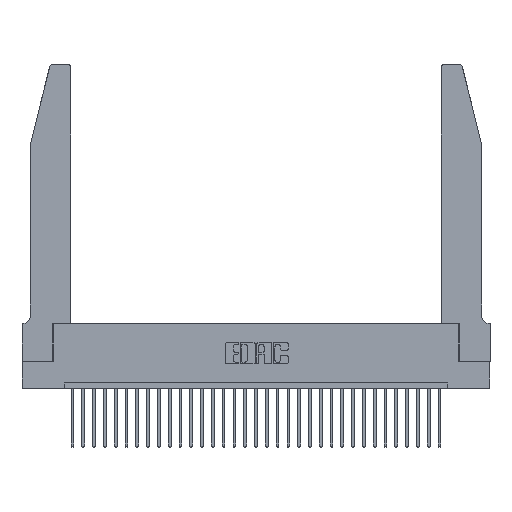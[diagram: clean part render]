
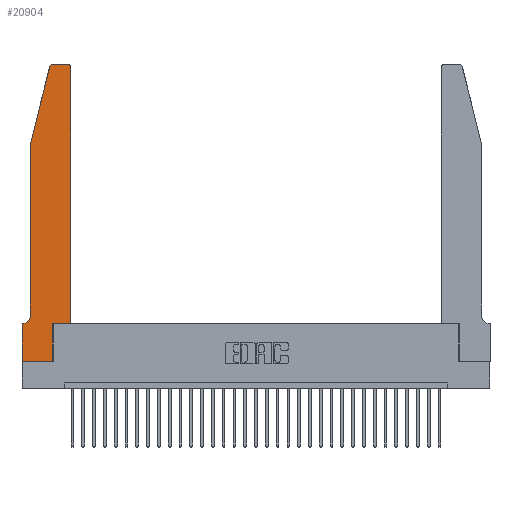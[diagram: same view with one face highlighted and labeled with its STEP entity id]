
A CAD part, top view. The second image highlights one B-rep face of the part: STEP entity #20904.
In plain terms, the highlighted planar face has unit normal (0, 0, 1).
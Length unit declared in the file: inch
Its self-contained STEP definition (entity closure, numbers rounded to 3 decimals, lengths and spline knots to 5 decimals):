
#102 = VERTEX_POINT ( 'NONE', #16530 ) ;
#2416 = LINE ( 'NONE', #4933, #17884 ) ;
#2671 = DIRECTION ( 'NONE',  ( 1., 0., 0. ) ) ;
#2750 = CARTESIAN_POINT ( 'NONE',  ( 0.0055, 0.42, 0.37 ) ) ;
#2876 = EDGE_CURVE ( 'NONE', #30173, #18322, #6858, .T. ) ;
#2936 = VERTEX_POINT ( 'NONE', #6112 ) ;
#2942 = PLANE ( 'NONE',  #8066 ) ;
#3065 = ORIENTED_EDGE ( 'NONE', *, *, #12842, .T. ) ;
#3178 = ORIENTED_EDGE ( 'NONE', *, *, #18469, .T. ) ;
#3251 = VERTEX_POINT ( 'NONE', #9578 ) ;
#3520 = CARTESIAN_POINT ( 'NONE',  ( 0.2865, 0., 0.37 ) ) ;
#4033 = CARTESIAN_POINT ( 'NONE',  ( 0.4205, 2.75, 0.37 ) ) ;
#4184 = CARTESIAN_POINT ( 'NONE',  ( 0.4505, 2.72, 0.37 ) ) ;
#4314 = LINE ( 'NONE', #30354, #5528 ) ;
#4369 = CARTESIAN_POINT ( 'NONE',  ( 0.0755, 0.35, 0.37 ) ) ;
#4933 = CARTESIAN_POINT ( 'NONE',  ( 0.4505, 0.35, 0.37 ) ) ;
#5279 = DIRECTION ( 'NONE',  ( 0., -1., 0. ) ) ;
#5385 = ORIENTED_EDGE ( 'NONE', *, *, #19906, .T. ) ;
#5463 = DIRECTION ( 'NONE',  ( -1., 0., 0. ) ) ;
#5528 = VECTOR ( 'NONE', #5279, 39.37008 ) ;
#5580 = VECTOR ( 'NONE', #7017, 39.37008 ) ;
#5760 = LINE ( 'NONE', #15910, #16159 ) ;
#5773 = AXIS2_PLACEMENT_3D ( 'NONE', #2750, #20036, #5463 ) ;
#5842 = FACE_OUTER_BOUND ( 'NONE', #15228, .T. ) ;
#6019 = LINE ( 'NONE', #24855, #29991 ) ;
#6112 = CARTESIAN_POINT ( 'NONE',  ( 0.25487, 2.72718, 0.37 ) ) ;
#6149 = ORIENTED_EDGE ( 'NONE', *, *, #10366, .T. ) ;
#6858 = LINE ( 'NONE', #11088, #28881 ) ;
#6863 = CARTESIAN_POINT ( 'NONE',  ( 0.284, 2.72, 0.37 ) ) ;
#7017 = DIRECTION ( 'NONE',  ( 0., -1., 0. ) ) ;
#7933 = ORIENTED_EDGE ( 'NONE', *, *, #9987, .T. ) ;
#8066 = AXIS2_PLACEMENT_3D ( 'NONE', #22576, #20115, #25182 ) ;
#8102 = CIRCLE ( 'NONE', #5773, 0.07 ) ;
#8289 = DIRECTION ( 'NONE',  ( -1., 0., 0. ) ) ;
#8854 = EDGE_CURVE ( 'NONE', #9596, #30173, #6019, .T. ) ;
#8998 = VERTEX_POINT ( 'NONE', #13368 ) ;
#9578 = CARTESIAN_POINT ( 'NONE',  ( 0.0055, 0.35, 0.37 ) ) ;
#9596 = VERTEX_POINT ( 'NONE', #14934 ) ;
#9910 = LINE ( 'NONE', #4369, #19546 ) ;
#9950 = CARTESIAN_POINT ( 'NONE',  ( 0., 0., 0.37 ) ) ;
#9987 = EDGE_CURVE ( 'NONE', #21829, #21889, #27536, .T. ) ;
#10102 = DIRECTION ( 'NONE',  ( 1., 0., 0. ) ) ;
#10366 = EDGE_CURVE ( 'NONE', #102, #26803, #4314, .T. ) ;
#11088 = CARTESIAN_POINT ( 'NONE',  ( 0.2865, 0.35, 0.37 ) ) ;
#11268 = EDGE_CURVE ( 'NONE', #2936, #102, #18170, .T. ) ;
#11562 = CARTESIAN_POINT ( 'NONE',  ( 0.4505, 0.35, 0.37 ) ) ;
#11713 = ORIENTED_EDGE ( 'NONE', *, *, #8854, .T. ) ;
#12012 = ORIENTED_EDGE ( 'NONE', *, *, #23010, .T. ) ;
#12241 = CARTESIAN_POINT ( 'NONE',  ( 0.0755, 2., 0.37 ) ) ;
#12369 = EDGE_CURVE ( 'NONE', #21889, #18397, #28875, .T. ) ;
#12549 = DIRECTION ( 'NONE',  ( 1., 0., 0. ) ) ;
#12842 = EDGE_CURVE ( 'NONE', #8998, #9596, #21784, .T. ) ;
#13110 = AXIS2_PLACEMENT_3D ( 'NONE', #6863, #19482, #21939 ) ;
#13272 = CIRCLE ( 'NONE', #13110, 0.03 ) ;
#13368 = CARTESIAN_POINT ( 'NONE',  ( 0., 0.35, 0.37 ) ) ;
#13442 = DIRECTION ( 'NONE',  ( 0., 1., 0. ) ) ;
#14177 = ORIENTED_EDGE ( 'NONE', *, *, #11268, .T. ) ;
#14788 = ORIENTED_EDGE ( 'NONE', *, *, #2876, .T. ) ;
#14934 = CARTESIAN_POINT ( 'NONE',  ( 0., 0., 0.37 ) ) ;
#14941 = DIRECTION ( 'NONE',  ( -0.239, -0.971, 0. ) ) ;
#15228 = EDGE_LOOP ( 'NONE', ( #12012, #19091, #14177, #6149, #26049, #3178, #3065, #11713, #14788, #5385, #7933, #24728 ) ) ;
#15910 = CARTESIAN_POINT ( 'NONE',  ( 0.2605, 2.75, 0.37 ) ) ;
#16074 = CARTESIAN_POINT ( 'NONE',  ( 0.4505, 0.35, 0.37 ) ) ;
#16159 = VECTOR ( 'NONE', #8289, 39.37008 ) ;
#16530 = CARTESIAN_POINT ( 'NONE',  ( 0.0755, 2., 0.37 ) ) ;
#17718 = CARTESIAN_POINT ( 'NONE',  ( 0.4205, 2.72, 0.37 ) ) ;
#17884 = VECTOR ( 'NONE', #2671, 39.37008 ) ;
#18170 = LINE ( 'NONE', #12241, #20112 ) ;
#18322 = VERTEX_POINT ( 'NONE', #29013 ) ;
#18397 = VERTEX_POINT ( 'NONE', #4033 ) ;
#18469 = EDGE_CURVE ( 'NONE', #3251, #8998, #9910, .T. ) ;
#19091 = ORIENTED_EDGE ( 'NONE', *, *, #26190, .T. ) ;
#19265 = DIRECTION ( 'NONE',  ( -1., 0., 0. ) ) ;
#19482 = DIRECTION ( 'NONE',  ( 0., 0., 1. ) ) ;
#19546 = VECTOR ( 'NONE', #19265, 39.37008 ) ;
#19906 = EDGE_CURVE ( 'NONE', #18322, #21829, #2416, .T. ) ;
#20036 = DIRECTION ( 'NONE',  ( 0., 0., -1. ) ) ;
#20112 = VECTOR ( 'NONE', #14941, 39.37008 ) ;
#20115 = DIRECTION ( 'NONE',  ( 0., 0., 1. ) ) ;
#20904 = ADVANCED_FACE ( 'NONE', ( #5842 ), #2942, .T. ) ;
#21784 = LINE ( 'NONE', #9950, #5580 ) ;
#21829 = VERTEX_POINT ( 'NONE', #16074 ) ;
#21889 = VERTEX_POINT ( 'NONE', #4184 ) ;
#21939 = DIRECTION ( 'NONE',  ( 1., 0., 0. ) ) ;
#22576 = CARTESIAN_POINT ( 'NONE',  ( 0., 0.35, 0.37 ) ) ;
#22878 = EDGE_CURVE ( 'NONE', #26803, #3251, #8102, .T. ) ;
#23010 = EDGE_CURVE ( 'NONE', #18397, #26532, #5760, .T. ) ;
#24396 = CARTESIAN_POINT ( 'NONE',  ( 0.0755, 0.42, 0.37 ) ) ;
#24628 = DIRECTION ( 'NONE',  ( 0., 0., 1. ) ) ;
#24728 = ORIENTED_EDGE ( 'NONE', *, *, #12369, .T. ) ;
#24855 = CARTESIAN_POINT ( 'NONE',  ( 0., 0., 0.37 ) ) ;
#25179 = CARTESIAN_POINT ( 'NONE',  ( 0.284, 2.75, 0.37 ) ) ;
#25182 = DIRECTION ( 'NONE',  ( 1., 0., 0. ) ) ;
#26049 = ORIENTED_EDGE ( 'NONE', *, *, #22878, .T. ) ;
#26190 = EDGE_CURVE ( 'NONE', #26532, #2936, #13272, .T. ) ;
#26532 = VERTEX_POINT ( 'NONE', #25179 ) ;
#26803 = VERTEX_POINT ( 'NONE', #24396 ) ;
#27536 = LINE ( 'NONE', #11562, #27953 ) ;
#27953 = VECTOR ( 'NONE', #31128, 39.37008 ) ;
#28875 = CIRCLE ( 'NONE', #31339, 0.03 ) ;
#28881 = VECTOR ( 'NONE', #13442, 39.37008 ) ;
#29013 = CARTESIAN_POINT ( 'NONE',  ( 0.2865, 0.35, 0.37 ) ) ;
#29991 = VECTOR ( 'NONE', #10102, 39.37008 ) ;
#30173 = VERTEX_POINT ( 'NONE', #3520 ) ;
#30354 = CARTESIAN_POINT ( 'NONE',  ( 0.0755, 2., 0.37 ) ) ;
#31128 = DIRECTION ( 'NONE',  ( 0., 1., 0. ) ) ;
#31339 = AXIS2_PLACEMENT_3D ( 'NONE', #17718, #24628, #12549 ) ;
